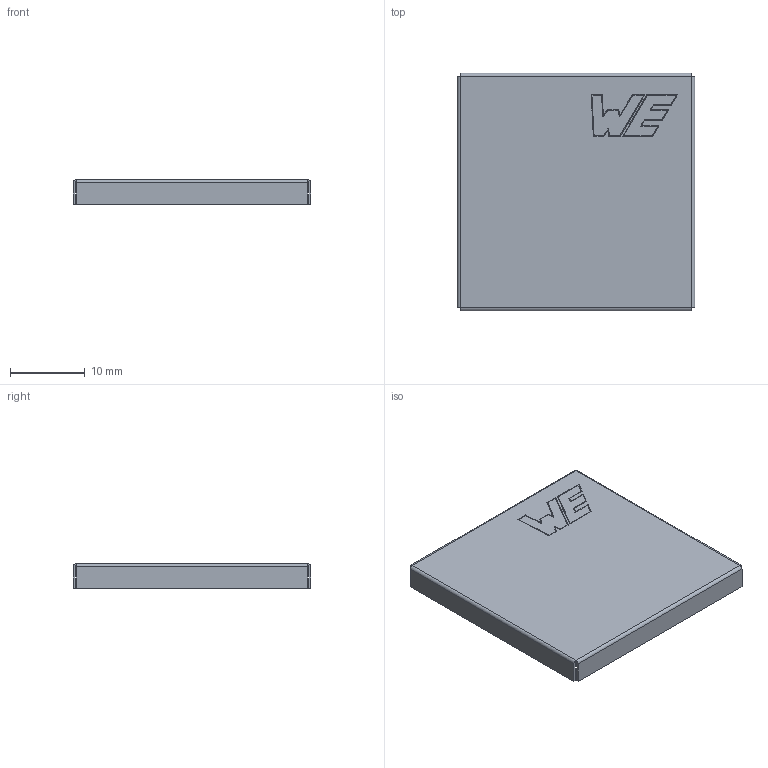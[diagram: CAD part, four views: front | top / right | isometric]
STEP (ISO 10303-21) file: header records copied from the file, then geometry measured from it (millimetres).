
FILE_DESCRIPTION( ( 'Unknown' ), '1' );
FILE_NAME( '36003300.stp', 'Unknown', ( 'Unknown' ), ( 'Unknown' ), 'PSStep 13.0', 'Unknown', ' ' );
FILE_SCHEMA( ( 'AUTOMOTIVE_DESIGN { 1 0 10303 214 1 1 1 1 }' ) );
Length unit declared in the file: millimetre
Products named in the file (1): 1
Bounding box: 31.8 x 31.8 x 3.3 mm (x, y, z)
Volume: 410.5 mm3; surface area: 2791 mm2
Topology: 1 solids, 1 shells, 107 faces, 268 edges, 140 vertices
Faces by surface type: plane 74, cone 25, cylinder 8
Entity records: 3762 total; most frequent: DIRECTION 500, CARTESIAN_POINT 491, ORIENTED_EDGE 486, EDGE_CURVE 243, LINE 202, VECTOR 202, AXIS2_PLACEMENT_3D 149, VERTEX_POINT 140
